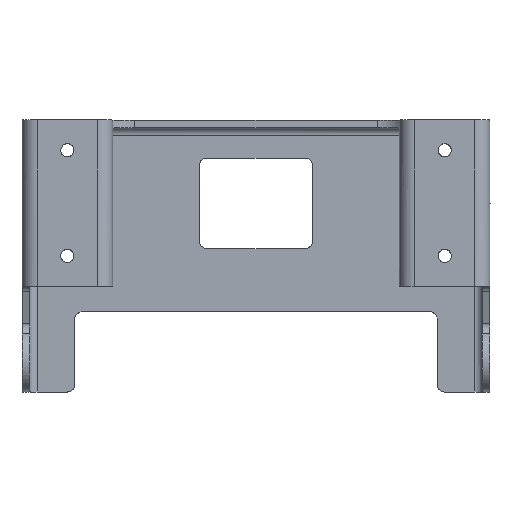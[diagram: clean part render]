
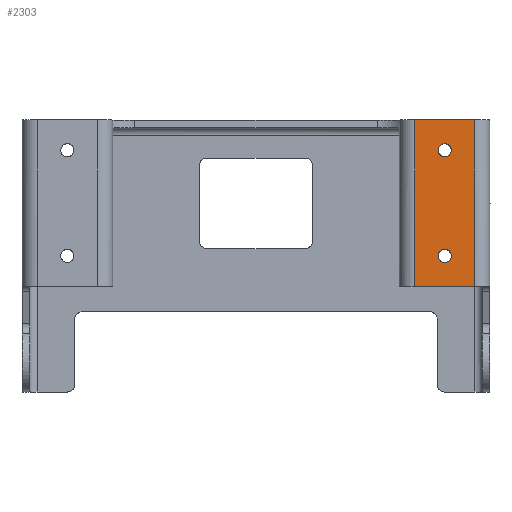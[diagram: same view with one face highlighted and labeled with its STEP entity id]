
A CAD part, top view. The second image highlights one B-rep face of the part: STEP entity #2303.
In plain terms, the highlighted free-form (B-spline) face has degree [1, 1] with [2, 2] control points.
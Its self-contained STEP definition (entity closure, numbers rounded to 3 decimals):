
#1296 = VERTEX_POINT('',#1297);
#1297 = CARTESIAN_POINT('',(66.781,0.,
    62.282));
#1302 = EDGE_CURVE('',#1296,#1296,#1303,.T.);
#1303 = ( BOUNDED_CURVE() B_SPLINE_CURVE(2,(#1304,#1305,#1306,#1307,
#1308,#1309,#1310),.UNSPECIFIED.,.T.,.F.) B_SPLINE_CURVE_WITH_KNOTS((3,2
    ,2,3),(3.142,5.236,7.33,9.425),
.PIECEWISE_BEZIER_KNOTS.) CURVE() GEOMETRIC_REPRESENTATION_ITEM() 
RATIONAL_B_SPLINE_CURVE((1.,0.5,1.,0.5,1.,0.5,1.)) REPRESENTATION_ITEM(
  '') );
#1304 = CARTESIAN_POINT('',(66.781,0.,
    62.282));
#1305 = CARTESIAN_POINT('',(66.781,4.195,
    62.282));
#1306 = CARTESIAN_POINT('',(70.414,2.098,
    62.282));
#1307 = CARTESIAN_POINT('',(74.047,0.,
    62.282));
#1308 = CARTESIAN_POINT('',(70.414,-2.098,
    62.282));
#1309 = CARTESIAN_POINT('',(66.781,-4.195,
    62.282));
#1310 = CARTESIAN_POINT('',(66.781,0.,
    62.282));
#1400 = VERTEX_POINT('',#1401);
#1401 = CARTESIAN_POINT('',(66.781,38.753,
    62.282));
#1406 = EDGE_CURVE('',#1400,#1400,#1407,.T.);
#1407 = ( BOUNDED_CURVE() B_SPLINE_CURVE(2,(#1408,#1409,#1410,#1411,
#1412,#1413,#1414),.UNSPECIFIED.,.T.,.F.) B_SPLINE_CURVE_WITH_KNOTS((3,2
    ,2,3),(3.142,5.236,7.33,9.425),
.PIECEWISE_BEZIER_KNOTS.) CURVE() GEOMETRIC_REPRESENTATION_ITEM() 
RATIONAL_B_SPLINE_CURVE((1.,0.5,1.,0.5,1.,0.5,1.)) REPRESENTATION_ITEM(
  '') );
#1408 = CARTESIAN_POINT('',(66.781,38.753,
    62.282));
#1409 = CARTESIAN_POINT('',(66.781,42.949,
    62.282));
#1410 = CARTESIAN_POINT('',(70.414,40.851,
    62.282));
#1411 = CARTESIAN_POINT('',(74.047,38.753,
    62.282));
#1412 = CARTESIAN_POINT('',(70.414,36.656,
    62.282));
#1413 = CARTESIAN_POINT('',(66.781,34.558,
    62.282));
#1414 = CARTESIAN_POINT('',(66.781,38.753,
    62.282));
#1711 = VERTEX_POINT('',#1712);
#1712 = CARTESIAN_POINT('',(58.13,-11.072,
    62.282));
#1718 = EDGE_CURVE('',#1719,#1711,#1721,.T.);
#1719 = VERTEX_POINT('',#1720);
#1720 = CARTESIAN_POINT('',(58.13,49.826,
    62.282));
#1721 = B_SPLINE_CURVE_WITH_KNOTS('',1,(#1722,#1723),.UNSPECIFIED.,.F.,
  .F.,(2,2),(-11.,33.),.PIECEWISE_BEZIER_KNOTS.);
#1722 = CARTESIAN_POINT('',(58.13,49.826,
    62.282));
#1723 = CARTESIAN_POINT('',(58.13,-11.072,
    62.282));
#2078 = VERTEX_POINT('',#2079);
#2079 = CARTESIAN_POINT('',(80.275,-11.072,
    62.282));
#2084 = EDGE_CURVE('',#2078,#1711,#2085,.T.);
#2085 = B_SPLINE_CURVE_WITH_KNOTS('',1,(#2086,#2087),.UNSPECIFIED.,.F.,
  .F.,(2,2),(0.,16.),.PIECEWISE_BEZIER_KNOTS.);
#2086 = CARTESIAN_POINT('',(80.275,-11.072,
    62.282));
#2087 = CARTESIAN_POINT('',(58.13,-11.072,
    62.282));
#2126 = EDGE_CURVE('',#1719,#2127,#2129,.T.);
#2127 = VERTEX_POINT('',#2128);
#2128 = CARTESIAN_POINT('',(80.275,49.826,
    62.282));
#2129 = B_SPLINE_CURVE_WITH_KNOTS('',1,(#2130,#2131),.UNSPECIFIED.,.F.,
  .F.,(2,2),(-20.524,-4.524),.PIECEWISE_BEZIER_KNOTS.);
#2130 = CARTESIAN_POINT('',(58.13,49.826,
    62.282));
#2131 = CARTESIAN_POINT('',(80.275,49.826,
    62.282));
#2225 = EDGE_CURVE('',#2078,#2127,#2226,.T.);
#2226 = B_SPLINE_CURVE_WITH_KNOTS('',1,(#2227,#2228),.UNSPECIFIED.,.F.,
  .F.,(2,2),(-22.,22.),.PIECEWISE_BEZIER_KNOTS.);
#2227 = CARTESIAN_POINT('',(80.275,-11.072,
    62.282));
#2228 = CARTESIAN_POINT('',(80.275,49.826,
    62.282));
#2303 = ADVANCED_FACE('',(#2304,#2310,#2313),#2316,.T.);
#2304 = FACE_BOUND('',#2305,.T.);
#2305 = EDGE_LOOP('',(#2306,#2307,#2308,#2309));
#2306 = ORIENTED_EDGE('',*,*,#1718,.T.);
#2307 = ORIENTED_EDGE('',*,*,#2084,.F.);
#2308 = ORIENTED_EDGE('',*,*,#2225,.T.);
#2309 = ORIENTED_EDGE('',*,*,#2126,.F.);
#2310 = FACE_BOUND('',#2311,.T.);
#2311 = EDGE_LOOP('',(#2312));
#2312 = ORIENTED_EDGE('',*,*,#1302,.T.);
#2313 = FACE_BOUND('',#2314,.T.);
#2314 = EDGE_LOOP('',(#2315));
#2315 = ORIENTED_EDGE('',*,*,#1406,.T.);
#2316 = B_SPLINE_SURFACE_WITH_KNOTS('',1,1,(
    (#2317,#2318)
    ,(#2319,#2320
    )),.UNSPECIFIED.,.F.,.F.,.F.,(2,2),(2,2),(-8.262,
    7.738),(-22.,22.),.PIECEWISE_BEZIER_KNOTS.);
#2317 = CARTESIAN_POINT('',(58.13,-11.072,
    62.282));
#2318 = CARTESIAN_POINT('',(58.13,49.826,
    62.282));
#2319 = CARTESIAN_POINT('',(80.275,-11.072,
    62.282));
#2320 = CARTESIAN_POINT('',(80.275,49.826,
    62.282));
